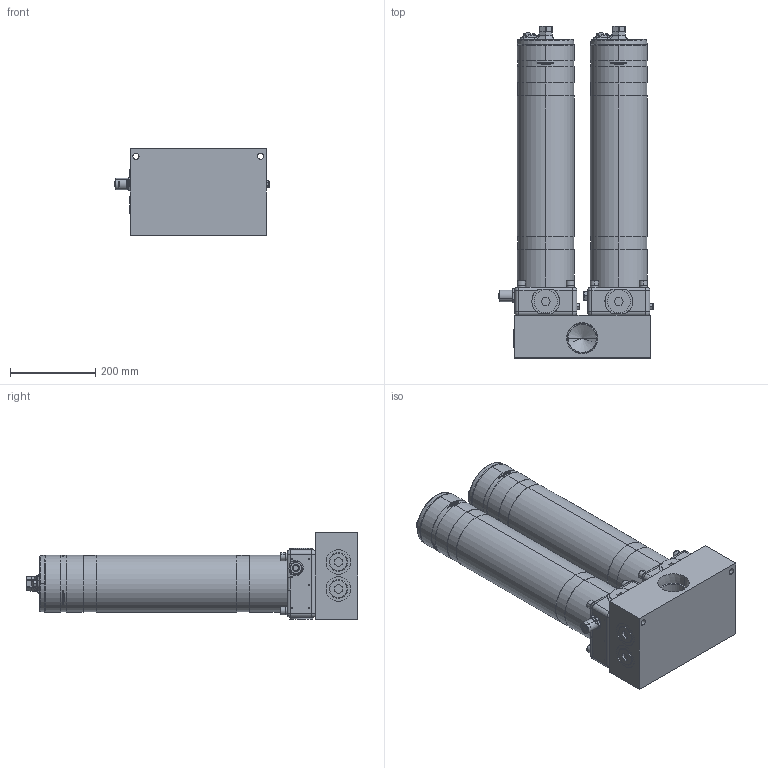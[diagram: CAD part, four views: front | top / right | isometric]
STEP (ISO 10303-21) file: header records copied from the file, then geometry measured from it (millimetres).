
FILE_DESCRIPTION (( 'STEP AP214' ), '1' );
FILE_NAME ('MKF504KXXPD5.STEP', '2019-10-09T14:51:09', ( '' ), ( '' ), 'SwSTEP 2.0', 'SolidWorks 2018', '' );
FILE_SCHEMA (( 'AUTOMOTIVE_DESIGN' ));
Length unit declared in the file: inch
Products named in the file (1): MKF504KXXPD5
Bounding box: 361.09 x 778.26 x 203.58 mm (x, y, z)
Volume: 25923726.5 mm3; surface area: 1355389.9 mm2
Topology: 69 solids, 69 shells, 4920 faces, 13134 edges, 8791 vertices
Faces by surface type: plane 2477, bspline 1014, cylinder 780, cone 433, torus 188, sphere 28
Entity records: 287699 total; most frequent: CARTESIAN_POINT 107338, ORIENTED_EDGE 26068, DIRECTION 19801, EDGE_CURVE 13034, VERTEX_POINT 8791, LINE 7753, VECTOR 7753, AXIS2_PLACEMENT_3D 6024
